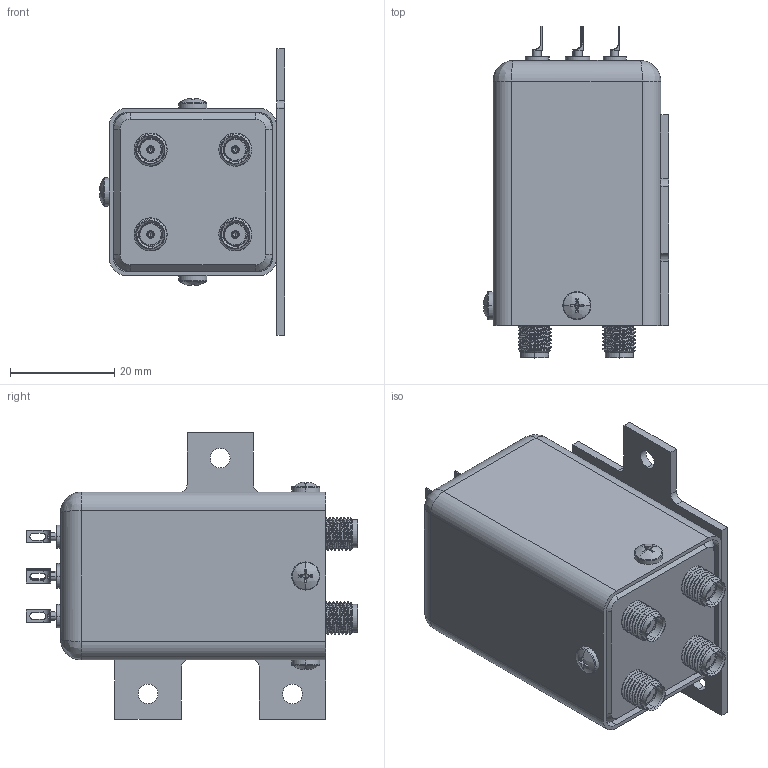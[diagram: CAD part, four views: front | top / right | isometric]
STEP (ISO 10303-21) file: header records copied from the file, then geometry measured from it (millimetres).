
FILE_DESCRIPTION (( 'STEP AP214' ), '1' );
FILE_NAME ('FMSW7298_3D.step', '2023-05-10T16:16:03', ( '' ), ( '' ), 'SwSTEP 2.0', 'SolidWorks 2022', '' );
FILE_SCHEMA (( 'AUTOMOTIVE_DESIGN' ));
Length unit declared in the file: inch
Products named in the file (9): FMSW7298_3D; Copy of A12075Y05_-403_3^FMSW7298; Copy of A12075Y04_-401_3^FMSW7298; Copy of A22029002-e360_3^FMSW7298; Copy of A22021007_3^FMSW7298; Copy of R040691-e360_-03_3^FMSW7298; Copy of A12075Y05_-203_3^FMSW7298; Copy of R040194-e360_3^FMSW7298; Copy of R09003-3HOLE_3^FMSW7298
Assembly tree (20 placements, depth 2):
  FMSW7298_3D
    Copy of A22021007_3^FMSW7298
    Copy of A22029002-e360_3^FMSW7298  x4
    Copy of R09003-3HOLE_3^FMSW7298
    Copy of A12075Y05_-203_3^FMSW7298  x2
    Copy of A12075Y05_-403_3^FMSW7298
    Copy of A12075Y04_-401_3^FMSW7298  x3
    Copy of R040691-e360_-03_3^FMSW7298  x7
    Copy of R040194-e360_3^FMSW7298
Bounding box: 35.56 x 63.61 x 54.86 mm (x, y, z)
Volume: 14830.8 mm3; surface area: 24785.4 mm2
Topology: 16 solids, 32 shells, 837 faces, 2112 edges, 1361 vertices
Faces by surface type: cylinder 388, plane 271, bspline 102, cone 76
Entity records: 13350 total; most frequent: CARTESIAN_POINT 5817, ORIENTED_EDGE 1508, DIRECTION 1414, EDGE_CURVE 756, AXIS2_PLACEMENT_3D 539, VERTEX_POINT 488, EDGE_LOOP 357, VECTOR 336
